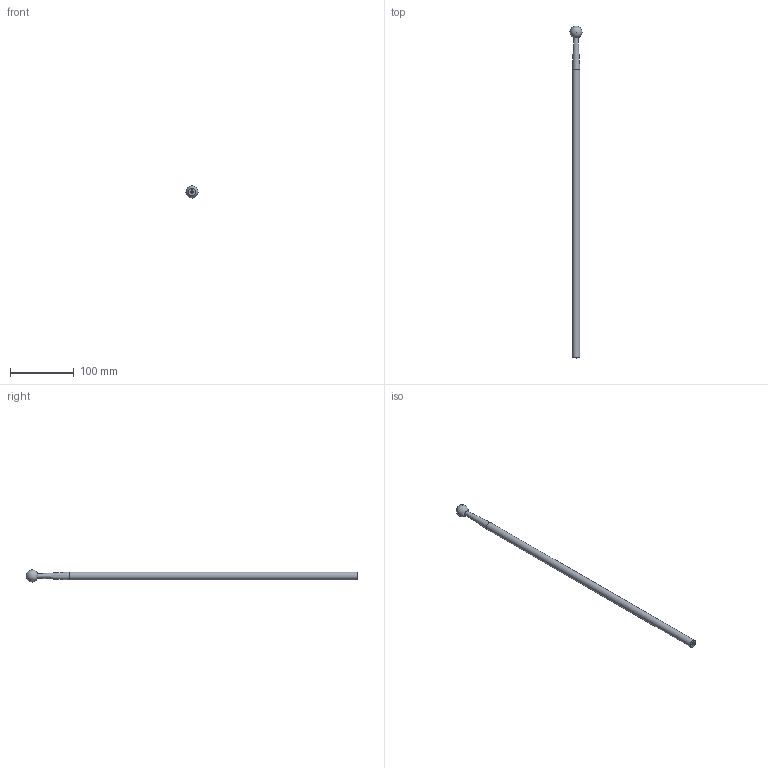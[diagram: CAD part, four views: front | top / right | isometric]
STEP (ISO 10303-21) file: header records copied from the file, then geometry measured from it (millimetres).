
FILE_DESCRIPTION (( 'STEP AP203' ), '1' );
FILE_NAME ('1824.STEP', '2022-04-14T12:50:43', ( '' ), ( '' ), 'SwSTEP 2.0', 'SolidWorks 2018', '' );
FILE_SCHEMA (( 'CONFIG_CONTROL_DESIGN' ));
Length unit declared in the file: millimetre
Products named in the file (1): 1824
Bounding box: 18.86 x 519.93 x 19 mm (x, y, z)
Volume: 58286.5 mm3; surface area: 19735.3 mm2
Topology: 1 solids, 1 shells, 215 faces, 584 edges, 389 vertices
Faces by surface type: plane 121, bspline 91, cylinder 1, cone 1, sphere 1
Full cylindrical faces by diameter (mm): 12 x1
Entity records: 10715 total; most frequent: CARTESIAN_POINT 5857, ORIENTED_EDGE 1158, DIRECTION 650, EDGE_CURVE 579, VECTOR 394, LINE 394, VERTEX_POINT 387, EDGE_LOOP 236
